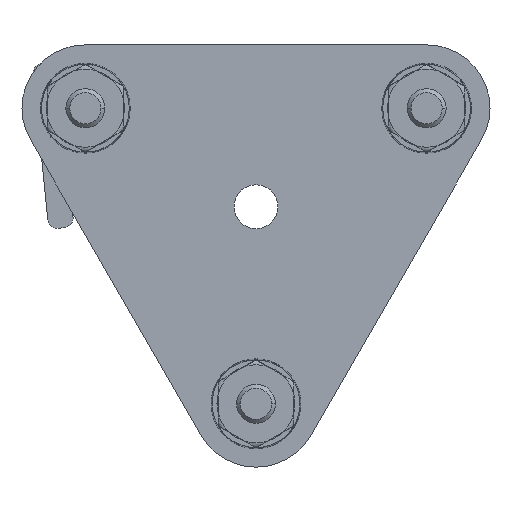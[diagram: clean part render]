
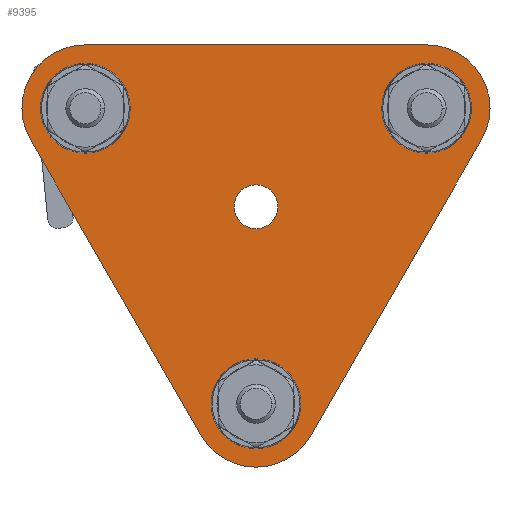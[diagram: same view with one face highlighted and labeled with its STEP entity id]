
A CAD part, front view. The second image highlights one B-rep face of the part: STEP entity #9395.
In plain terms, the highlighted planar face has unit normal (0, -1, 0).
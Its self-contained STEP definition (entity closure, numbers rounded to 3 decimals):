
#1683=DIRECTION('',(-0.5,0.,-0.866));
#1684=VECTOR('',#1683,35.);
#1685=CARTESIAN_POINT('',(23.129,0.,-3.25));
#1686=LINE('',#1685,#1684);
#1687=CARTESIAN_POINT('',(0.,0.,-30.311));
#1688=DIRECTION('',(0.,1.,0.));
#1689=DIRECTION('',(0.866,0.,-0.5));
#1690=AXIS2_PLACEMENT_3D('',#1687,#1688,#1689);
#1692=CARTESIAN_POINT('',(0.,0.,-30.311));
#1693=DIRECTION('',(0.,1.,0.));
#1694=DIRECTION('',(0.5,0.,-0.866));
#1695=AXIS2_PLACEMENT_3D('',#1692,#1693,#1694);
#1697=DIRECTION('',(-0.5,0.,0.866));
#1698=VECTOR('',#1697,35.);
#1699=CARTESIAN_POINT('',(-5.629,0.,-33.561));
#1700=LINE('',#1699,#1698);
#1701=CARTESIAN_POINT('',(-17.5,0.,0.));
#1702=DIRECTION('',(0.,1.,0.));
#1703=DIRECTION('',(-0.866,0.,-0.5));
#1704=AXIS2_PLACEMENT_3D('',#1701,#1702,#1703);
#1706=CARTESIAN_POINT('',(-17.5,0.,0.));
#1707=DIRECTION('',(0.,1.,0.));
#1708=DIRECTION('',(-1.,0.,0.));
#1709=AXIS2_PLACEMENT_3D('',#1706,#1707,#1708);
#1711=CARTESIAN_POINT('',(17.5,0.,0.));
#1712=DIRECTION('',(0.,1.,0.));
#1713=DIRECTION('',(0.,0.,1.));
#1714=AXIS2_PLACEMENT_3D('',#1711,#1712,#1713);
#1716=CARTESIAN_POINT('',(17.5,0.,0.));
#1717=DIRECTION('',(0.,1.,0.));
#1718=DIRECTION('',(0.5,0.,0.866));
#1719=AXIS2_PLACEMENT_3D('',#1716,#1717,#1718);
#1721=CARTESIAN_POINT('',(17.5,0.,
0.));
#1722=DIRECTION('',(0.,-1.,0.));
#1723=DIRECTION('',(-0.5,0.,-0.866));
#1724=AXIS2_PLACEMENT_3D('',#1721,#1722,#1723);
#1726=CARTESIAN_POINT('',(17.5,0.,
0.));
#1727=DIRECTION('',(0.,-1.,0.));
#1728=DIRECTION('',(0.5,0.,0.866));
#1729=AXIS2_PLACEMENT_3D('',#1726,#1727,#1728);
#1731=CARTESIAN_POINT('',(-17.5,0.,0.));
#1732=DIRECTION('',(0.,-1.,0.));
#1733=DIRECTION('',(1.,0.,0.));
#1734=AXIS2_PLACEMENT_3D('',#1731,#1732,#1733);
#1736=CARTESIAN_POINT('',(-17.5,0.,0.));
#1737=DIRECTION('',(0.,-1.,0.));
#1738=DIRECTION('',(-1.,0.,0.));
#1739=AXIS2_PLACEMENT_3D('',#1736,#1737,#1738);
#1741=CARTESIAN_POINT('',(0.,0.,-10.104));
#1742=DIRECTION('',(0.,-1.,0.));
#1743=DIRECTION('',(-1.,0.,0.));
#1744=AXIS2_PLACEMENT_3D('',#1741,#1742,#1743);
#1746=CARTESIAN_POINT('',(0.,0.,-10.104));
#1747=DIRECTION('',(0.,-1.,0.));
#1748=DIRECTION('',(1.,0.,0.));
#1749=AXIS2_PLACEMENT_3D('',#1746,#1747,#1748);
#1751=CARTESIAN_POINT('',(0.,0.,
-30.311));
#1752=DIRECTION('',(0.,-1.,0.));
#1753=DIRECTION('',(-0.5,0.,0.866));
#1754=AXIS2_PLACEMENT_3D('',#1751,#1752,#1753);
#1756=CARTESIAN_POINT('',(0.,0.,
-30.311));
#1757=DIRECTION('',(0.,-1.,0.));
#1758=DIRECTION('',(0.5,0.,-0.866));
#1759=AXIS2_PLACEMENT_3D('',#1756,#1757,#1758);
#3270=DIRECTION('',(-1.,0.,0.));
#3271=VECTOR('',#3270,35.);
#3272=CARTESIAN_POINT('',(17.5,0.,6.5));
#3273=LINE('',#3272,#3271);
#7025=CARTESIAN_POINT('',(-2.25,0.,-10.104));
#7026=CARTESIAN_POINT('',(2.25,0.,-10.104));
#7027=VERTEX_POINT('',#7025);
#7028=VERTEX_POINT('',#7026);
#7029=CARTESIAN_POINT('',(23.129,0.,-3.25));
#7030=CARTESIAN_POINT('',(5.629,0.,-33.561));
#7031=VERTEX_POINT('',#7029);
#7032=VERTEX_POINT('',#7030);
#7033=CARTESIAN_POINT('',(3.25,0.,-35.94));
#7034=VERTEX_POINT('',#7033);
#7035=CARTESIAN_POINT('',(-5.629,0.,-33.561));
#7036=VERTEX_POINT('',#7035);
#7037=CARTESIAN_POINT('',(-23.129,0.,-3.25));
#7038=VERTEX_POINT('',#7037);
#7039=CARTESIAN_POINT('',(-24.,0.,0.));
#7040=VERTEX_POINT('',#7039);
#7041=CARTESIAN_POINT('',(-17.5,0.,6.5));
#7042=VERTEX_POINT('',#7041);
#7043=CARTESIAN_POINT('',(17.5,0.,6.5));
#7044=VERTEX_POINT('',#7043);
#7045=CARTESIAN_POINT('',(20.75,0.,5.629));
#7046=VERTEX_POINT('',#7045);
#7047=CARTESIAN_POINT('',(-2.302,0.,
-26.323));
#7048=CARTESIAN_POINT('',(2.302,0.,
-34.299));
#7049=VERTEX_POINT('',#7047);
#7050=VERTEX_POINT('',#7048);
#7089=CARTESIAN_POINT('',(19.802,0.,
3.988));
#7090=VERTEX_POINT('',#7089);
#7091=CARTESIAN_POINT('',(15.198,0.,
-3.988));
#7092=VERTEX_POINT('',#7091);
#7101=CARTESIAN_POINT('',(-22.105,0.,0.));
#7102=VERTEX_POINT('',#7101);
#7103=CARTESIAN_POINT('',(-12.895,0.,0.));
#7104=VERTEX_POINT('',#7103);
#9348=CARTESIAN_POINT('',(0.002,0.,-15.157));
#9349=DIRECTION('',(0.,1.,0.));
#9350=DIRECTION('',(1.,0.,0.));
#9351=AXIS2_PLACEMENT_3D('',#9348,#9349,#9350);
#9352=PLANE('',#9351);
#9354=ORIENTED_EDGE('',*,*,#9353,.T.);
#9356=ORIENTED_EDGE('',*,*,#9355,.T.);
#9358=ORIENTED_EDGE('',*,*,#9357,.T.);
#9360=ORIENTED_EDGE('',*,*,#9359,.T.);
#9362=ORIENTED_EDGE('',*,*,#9361,.T.);
#9364=ORIENTED_EDGE('',*,*,#9363,.T.);
#9366=ORIENTED_EDGE('',*,*,#9365,.F.);
#9368=ORIENTED_EDGE('',*,*,#9367,.T.);
#9370=ORIENTED_EDGE('',*,*,#9369,.T.);
#9371=EDGE_LOOP('',(#9354,#9356,#9358,#9360,#9362,#9364,#9366,#9368,#9370));
#9372=FACE_OUTER_BOUND('',#9371,.F.);
#9374=ORIENTED_EDGE('',*,*,#9373,.T.);
#9376=ORIENTED_EDGE('',*,*,#9375,.T.);
#9377=EDGE_LOOP('',(#9374,#9376));
#9378=FACE_BOUND('',#9377,.F.);
#9380=ORIENTED_EDGE('',*,*,#9379,.T.);
#9382=ORIENTED_EDGE('',*,*,#9381,.T.);
#9383=EDGE_LOOP('',(#9380,#9382));
#9384=FACE_BOUND('',#9383,.F.);
#9386=ORIENTED_EDGE('',*,*,#9385,.T.);
#9388=ORIENTED_EDGE('',*,*,#9387,.T.);
#9389=EDGE_LOOP('',(#9386,#9388));
#9390=FACE_BOUND('',#9389,.F.);
#9391=ORIENTED_EDGE('',*,*,#9341,.T.);
#9392=ORIENTED_EDGE('',*,*,#9330,.T.);
#9393=EDGE_LOOP('',(#9391,#9392));
#9394=FACE_BOUND('',#9393,.F.);
#1691=CIRCLE('',#1690,6.5);
#1696=CIRCLE('',#1695,6.5);
#1705=CIRCLE('',#1704,6.5);
#1710=CIRCLE('',#1709,6.5);
#1715=CIRCLE('',#1714,6.5);
#1720=CIRCLE('',#1719,6.5);
#1725=CIRCLE('',#1724,4.605);
#1730=CIRCLE('',#1729,4.605);
#1735=CIRCLE('',#1734,4.605);
#1740=CIRCLE('',#1739,4.605);
#1745=CIRCLE('',#1744,2.25);
#1750=CIRCLE('',#1749,2.25);
#1755=CIRCLE('',#1754,4.605);
#1760=CIRCLE('',#1759,4.605);
#9330=EDGE_CURVE('',#7050,#7049,#1760,.T.);
#9341=EDGE_CURVE('',#7049,#7050,#1755,.T.);
#9353=EDGE_CURVE('',#7031,#7032,#1686,.T.);
#9355=EDGE_CURVE('',#7032,#7034,#1691,.T.);
#9357=EDGE_CURVE('',#7034,#7036,#1696,.T.);
#9359=EDGE_CURVE('',#7036,#7038,#1700,.T.);
#9361=EDGE_CURVE('',#7038,#7040,#1705,.T.);
#9363=EDGE_CURVE('',#7040,#7042,#1710,.T.);
#9365=EDGE_CURVE('',#7044,#7042,#3273,.T.);
#9367=EDGE_CURVE('',#7044,#7046,#1715,.T.);
#9369=EDGE_CURVE('',#7046,#7031,#1720,.T.);
#9373=EDGE_CURVE('',#7092,#7090,#1725,.T.);
#9375=EDGE_CURVE('',#7090,#7092,#1730,.T.);
#9379=EDGE_CURVE('',#7104,#7102,#1735,.T.);
#9381=EDGE_CURVE('',#7102,#7104,#1740,.T.);
#9385=EDGE_CURVE('',#7027,#7028,#1745,.T.);
#9387=EDGE_CURVE('',#7028,#7027,#1750,.T.);
#9395=ADVANCED_FACE('',(#9372,#9378,#9384,#9390,#9394),#9352,.F.);
